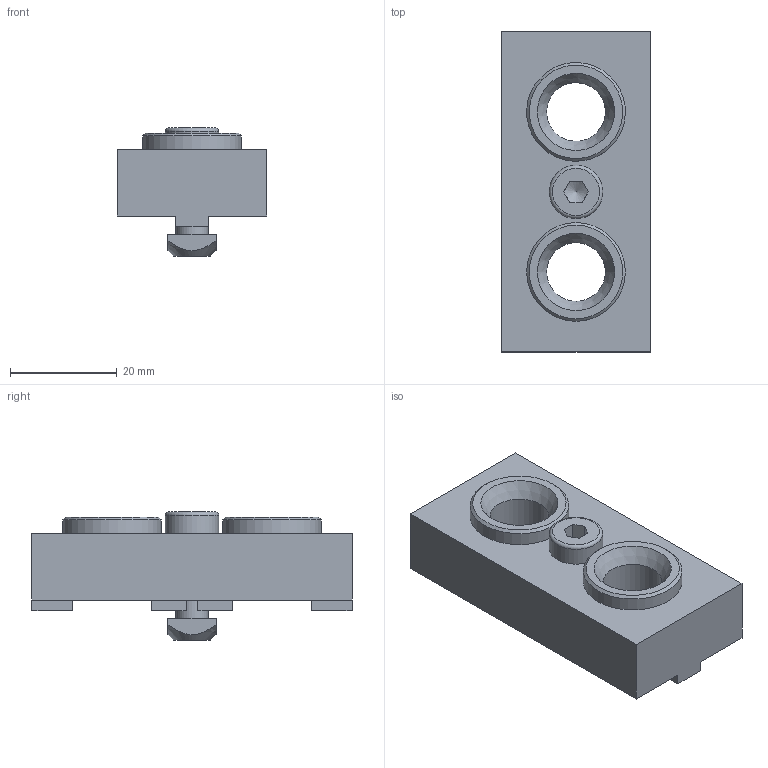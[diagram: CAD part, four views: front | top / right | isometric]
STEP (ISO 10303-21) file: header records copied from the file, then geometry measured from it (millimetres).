
FILE_DESCRIPTION(/* description */ (''),/* implementation_level */ '2;1');
FILE_NAME(/* name */ '990014.stp',/* time_stamp */ '2019-01-15T12:40:09+01:00',/* author */ ('Coufal'),/* organization */ ('Alutec K&K'),/* preprocessor_version */ 'ST-DEVELOPER v17',/* originating_system */ 'Autodesk Inventor 2018',/* authorisation */ '');
FILE_SCHEMA (('AUTOMOTIVE_DESIGN { 1 0 10303 214 3 1 1 }'));
Length unit declared in the file: millimetre
Products named in the file (6): 990014; 990014_01; 990014_02; 990014_200620_x_210660; 200620; 210660
Assembly tree (6 placements, depth 3):
  990014
    990014_01
    990014_02  x2
    990014_200620_x_210660
      200620
      210660
Bounding box: 28 x 60 x 24 mm (x, y, z)
Volume: 20248.6 mm3; surface area: 10545.7 mm2
Topology: 5 solids, 5 shells, 63 faces, 174 edges, 121 vertices
Faces by surface type: plane 40, cylinder 12, cone 9, torus 2
Full cylindrical faces by diameter (mm): 4.917 x1, 6 x1, 6.4 x1, 10 x1, 11 x2, 16 x4, 18.5 x2
Entity records: 2010 total; most frequent: CARTESIAN_POINT 346, DIRECTION 327, ORIENTED_EDGE 302, EDGE_CURVE 151, AXIS2_PLACEMENT_3D 122, VERTEX_POINT 105, LINE 83, VECTOR 83
